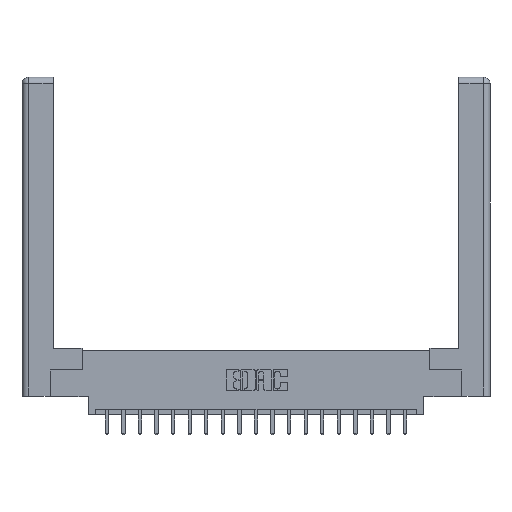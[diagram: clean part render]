
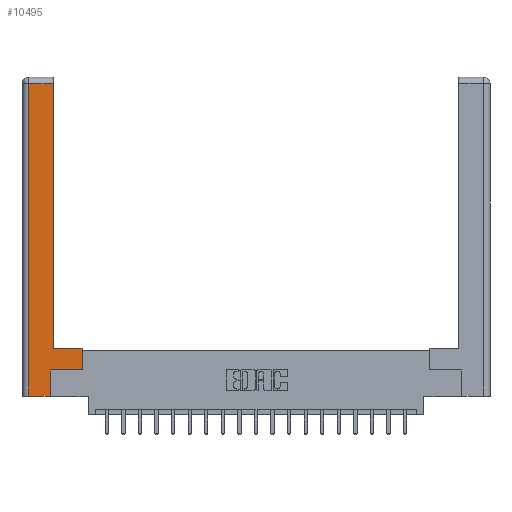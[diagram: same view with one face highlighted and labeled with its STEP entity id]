
A CAD part, top view. The second image highlights one B-rep face of the part: STEP entity #10495.
In plain terms, the highlighted planar face has unit normal (0, 0, 1).
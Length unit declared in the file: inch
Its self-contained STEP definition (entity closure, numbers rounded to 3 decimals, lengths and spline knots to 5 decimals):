
#404 = DIRECTION ( 'NONE',  ( -1., 0., 0. ) ) ;
#1013 = VECTOR ( 'NONE', #8755, 39.37008 ) ;
#1219 = VERTEX_POINT ( 'NONE', #20377 ) ;
#1529 = CARTESIAN_POINT ( 'NONE',  ( 0.565, 0.45, 0. ) ) ;
#1786 = CARTESIAN_POINT ( 'NONE',  ( 0.265, 0., 0. ) ) ;
#2347 = VERTEX_POINT ( 'NONE', #1529 ) ;
#2447 = DIRECTION ( 'NONE',  ( 1., 0., 0. ) ) ;
#2519 = EDGE_CURVE ( 'NONE', #8026, #8953, #8601, .T. ) ;
#3628 = CARTESIAN_POINT ( 'NONE',  ( 0.0615, 2.94, 0. ) ) ;
#3677 = ORIENTED_EDGE ( 'NONE', *, *, #2519, .T. ) ;
#3719 = ORIENTED_EDGE ( 'NONE', *, *, #5562, .T. ) ;
#4268 = CARTESIAN_POINT ( 'NONE',  ( 0.295, 0.45, 0. ) ) ;
#4322 = CARTESIAN_POINT ( 'NONE',  ( 0.0615, 2.94, 0. ) ) ;
#5358 = VECTOR ( 'NONE', #10010, 39.37008 ) ;
#5395 = VECTOR ( 'NONE', #7077, 39.37008 ) ;
#5492 = CARTESIAN_POINT ( 'NONE',  ( 0.265, 0.245, 0. ) ) ;
#5562 = EDGE_CURVE ( 'NONE', #8514, #7435, #8575, .T. ) ;
#6566 = CARTESIAN_POINT ( 'NONE',  ( 0.265, 0.245, 0. ) ) ;
#7077 = DIRECTION ( 'NONE',  ( 0., 1., 0. ) ) ;
#7172 = CARTESIAN_POINT ( 'NONE',  ( 0.565, 0.45, 0. ) ) ;
#7283 = CARTESIAN_POINT ( 'NONE',  ( 0.295, 3., 0. ) ) ;
#7292 = CARTESIAN_POINT ( 'NONE',  ( 0., 0., 0. ) ) ;
#7362 = DIRECTION ( 'NONE',  ( -1., 0., 0. ) ) ;
#7435 = VERTEX_POINT ( 'NONE', #14462 ) ;
#7928 = EDGE_CURVE ( 'NONE', #8953, #1219, #17417, .T. ) ;
#8026 = VERTEX_POINT ( 'NONE', #19002 ) ;
#8514 = VERTEX_POINT ( 'NONE', #6566 ) ;
#8575 = LINE ( 'NONE', #16156, #16983 ) ;
#8601 = LINE ( 'NONE', #3628, #15516 ) ;
#8628 = EDGE_LOOP ( 'NONE', ( #10383, #3677, #11006, #13128, #9119, #3719, #20150, #15417 ) ) ;
#8755 = DIRECTION ( 'NONE',  ( 0., 1., 0. ) ) ;
#8953 = VERTEX_POINT ( 'NONE', #4322 ) ;
#8974 = VECTOR ( 'NONE', #18668, 39.37008 ) ;
#9119 = ORIENTED_EDGE ( 'NONE', *, *, #10820, .T. ) ;
#9449 = LINE ( 'NONE', #7172, #1013 ) ;
#10010 = DIRECTION ( 'NONE',  ( 1., 0., 0. ) ) ;
#10070 = CARTESIAN_POINT ( 'NONE',  ( 0.265, 0., 0. ) ) ;
#10383 = ORIENTED_EDGE ( 'NONE', *, *, #14249, .T. ) ;
#10495 = ADVANCED_FACE ( 'NONE', ( #14807 ), #13874, .F. ) ;
#10820 = EDGE_CURVE ( 'NONE', #11676, #8514, #18783, .T. ) ;
#11006 = ORIENTED_EDGE ( 'NONE', *, *, #7928, .T. ) ;
#11676 = VERTEX_POINT ( 'NONE', #1786 ) ;
#11756 = EDGE_CURVE ( 'NONE', #1219, #11676, #15245, .T. ) ;
#12275 = DIRECTION ( 'NONE',  ( 0., 0., -1. ) ) ;
#13128 = ORIENTED_EDGE ( 'NONE', *, *, #11756, .T. ) ;
#13430 = LINE ( 'NONE', #7283, #14690 ) ;
#13863 = DIRECTION ( 'NONE',  ( 0., 1., 0. ) ) ;
#13874 = PLANE ( 'NONE',  #15794 ) ;
#14249 = EDGE_CURVE ( 'NONE', #14899, #8026, #13430, .T. ) ;
#14462 = CARTESIAN_POINT ( 'NONE',  ( 0.565, 0.245, 0. ) ) ;
#14690 = VECTOR ( 'NONE', #13863, 39.37008 ) ;
#14788 = CARTESIAN_POINT ( 'NONE',  ( 0.295, 0.45, 0. ) ) ;
#14807 = FACE_OUTER_BOUND ( 'NONE', #8628, .T. ) ;
#14886 = EDGE_CURVE ( 'NONE', #7435, #2347, #9449, .T. ) ;
#14899 = VERTEX_POINT ( 'NONE', #4268 ) ;
#15245 = LINE ( 'NONE', #10070, #5358 ) ;
#15417 = ORIENTED_EDGE ( 'NONE', *, *, #18823, .T. ) ;
#15499 = CARTESIAN_POINT ( 'NONE',  ( 0.0615, 0., 0. ) ) ;
#15516 = VECTOR ( 'NONE', #404, 39.37008 ) ;
#15794 = AXIS2_PLACEMENT_3D ( 'NONE', #7292, #12275, #7362 ) ;
#16156 = CARTESIAN_POINT ( 'NONE',  ( 0.565, 0.245, 0. ) ) ;
#16217 = LINE ( 'NONE', #14788, #20236 ) ;
#16304 = DIRECTION ( 'NONE',  ( -1., 0., 0. ) ) ;
#16983 = VECTOR ( 'NONE', #2447, 39.37008 ) ;
#17417 = LINE ( 'NONE', #15499, #8974 ) ;
#18668 = DIRECTION ( 'NONE',  ( 0., -1., 0. ) ) ;
#18783 = LINE ( 'NONE', #5492, #5395 ) ;
#18823 = EDGE_CURVE ( 'NONE', #2347, #14899, #16217, .T. ) ;
#19002 = CARTESIAN_POINT ( 'NONE',  ( 0.295, 2.94, 0. ) ) ;
#20150 = ORIENTED_EDGE ( 'NONE', *, *, #14886, .T. ) ;
#20236 = VECTOR ( 'NONE', #16304, 39.37008 ) ;
#20377 = CARTESIAN_POINT ( 'NONE',  ( 0.0615, 0., 0. ) ) ;
